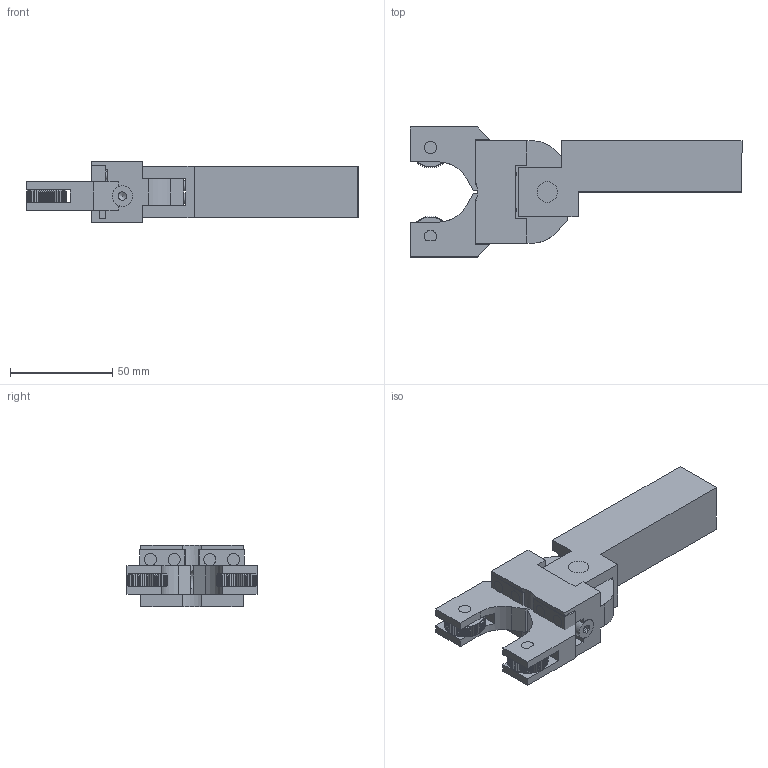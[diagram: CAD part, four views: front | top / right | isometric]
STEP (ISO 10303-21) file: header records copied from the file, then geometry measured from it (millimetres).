
FILE_DESCRIPTION(/* description */ (''),/* implementation_level */ '2;1');
FILE_NAME(/* name */ '32000412.stp',/* time_stamp */ '2022-02-16T09:10:17+01:00',/* author */ ('bueker'),/* organization */ (''),/* preprocessor_version */ 'ST-DEVELOPER v18.1',/* originating_system */ 'Autodesk Inventor 2022',/* authorisation */ '');
FILE_SCHEMA (('AUTOMOTIVE_DESIGN { 1 0 10303 214 3 1 1 }'));
Products named in the file (4): 32000413; Grundkörper 25; Backe 20; HKP-016364
Assembly tree (5 placements, depth 2):
  32000413
    Grundkörper 25
    Backe 20  x2
    HKP-016364  x2
Bounding box: 162 x 63.45 x 30 mm (x, y, z)
Volume: 123943.1 mm3; surface area: 37522.4 mm2
Topology: 5 solids, 5 shells, 786 faces, 2240 edges, 1474 vertices
Faces by surface type: plane 457, cone 256, cylinder 73
Full cylindrical faces by diameter (mm): 2.5 x1, 3.242 x2, 4 x4, 5 x4, 5.7 x2, 6 x4, 10 x3
Entity records: 16548 total; most frequent: CARTESIAN_POINT 3493, ORIENTED_EDGE 2828, DIRECTION 2480, EDGE_CURVE 1414, VERTEX_POINT 925, LINE 848, VECTOR 848, AXIS2_PLACEMENT_3D 816
